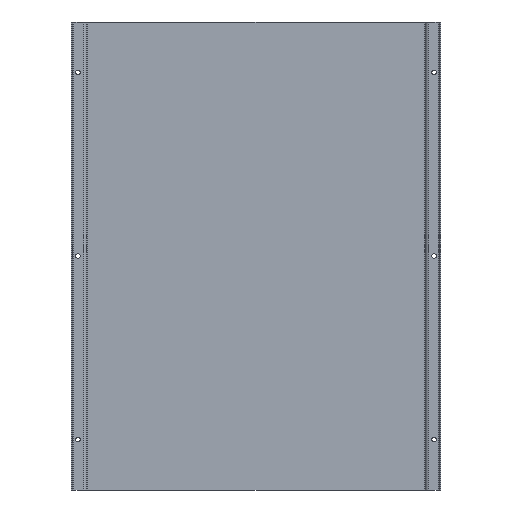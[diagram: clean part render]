
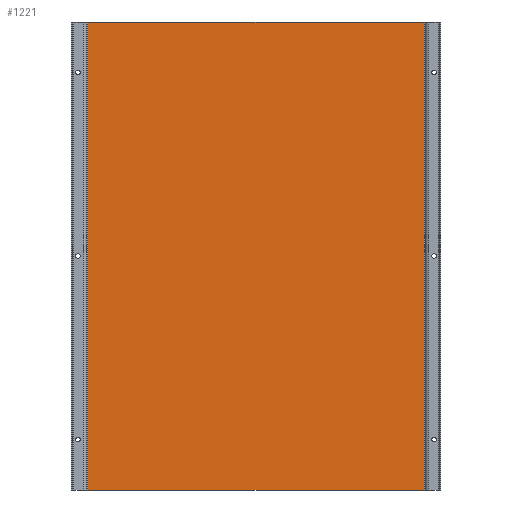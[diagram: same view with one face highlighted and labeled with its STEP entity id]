
A CAD part, front view. The second image highlights one B-rep face of the part: STEP entity #1221.
In plain terms, the highlighted planar face has unit normal (0, -1, 0).
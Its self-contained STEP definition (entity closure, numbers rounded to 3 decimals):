
#2 = CARTESIAN_POINT ( 'NONE',  ( 183.5, 45., 255. ) ) ;
#10 = FACE_OUTER_BOUND ( 'NONE', #1257, .T. ) ;
#120 = CARTESIAN_POINT ( 'NONE',  ( 183.5, 45., 255. ) ) ;
#208 = LINE ( 'NONE', #120, #221 ) ;
#210 = VECTOR ( 'NONE', #2087, 1000. ) ;
#211 = LINE ( 'NONE', #1314, #210 ) ;
#221 = VECTOR ( 'NONE', #450, 1000. ) ;
#242 = CARTESIAN_POINT ( 'NONE',  ( -183.5, 45., -255. ) ) ;
#263 = VECTOR ( 'NONE', #1988, 1000. ) ;
#266 = LINE ( 'NONE', #2149, #263 ) ;
#272 = VECTOR ( 'NONE', #2217, 1000. ) ;
#285 = LINE ( 'NONE', #2193, #272 ) ;
#450 = DIRECTION ( 'NONE',  ( 0., 0., -1. ) ) ;
#632 = CARTESIAN_POINT ( 'NONE',  ( -183.5, 45., 255. ) ) ;
#807 = EDGE_CURVE ( 'NONE', #1846, #2037, #285, .T. ) ;
#814 = EDGE_CURVE ( 'NONE', #2196, #1778, #266, .T. ) ;
#873 = EDGE_CURVE ( 'NONE', #2037, #1778, #211, .T. ) ;
#883 = EDGE_CURVE ( 'NONE', #1846, #2196, #208, .T. ) ;
#1221 = ADVANCED_FACE ( 'NONE', ( #10 ), #1896, .T. ) ;
#1257 = EDGE_LOOP ( 'NONE', ( #1494, #1733, #1621, #1647 ) ) ;
#1314 = CARTESIAN_POINT ( 'NONE',  ( -183.5, 45., 255. ) ) ;
#1369 = CARTESIAN_POINT ( 'NONE',  ( 183.5, 45., -255. ) ) ;
#1494 = ORIENTED_EDGE ( 'NONE', *, *, #814, .F. ) ;
#1590 = DIRECTION ( 'NONE',  ( 1., 0., 0. ) ) ;
#1621 = ORIENTED_EDGE ( 'NONE', *, *, #807, .T. ) ;
#1647 = ORIENTED_EDGE ( 'NONE', *, *, #873, .T. ) ;
#1723 = DIRECTION ( 'NONE',  ( 0., -1., 0. ) ) ;
#1733 = ORIENTED_EDGE ( 'NONE', *, *, #883, .F. ) ;
#1778 = VERTEX_POINT ( 'NONE', #242 ) ;
#1846 = VERTEX_POINT ( 'NONE', #2 ) ;
#1896 = PLANE ( 'NONE',  #2272 ) ;
#1906 = CARTESIAN_POINT ( 'NONE',  ( -186.5, 45., 255. ) ) ;
#1988 = DIRECTION ( 'NONE',  ( -1., 0., 0. ) ) ;
#2037 = VERTEX_POINT ( 'NONE', #632 ) ;
#2087 = DIRECTION ( 'NONE',  ( 0., 0., -1. ) ) ;
#2149 = CARTESIAN_POINT ( 'NONE',  ( -186.5, 45., -255. ) ) ;
#2193 = CARTESIAN_POINT ( 'NONE',  ( -186.5, 45., 255. ) ) ;
#2196 = VERTEX_POINT ( 'NONE', #1369 ) ;
#2217 = DIRECTION ( 'NONE',  ( -1., 0., 0. ) ) ;
#2272 = AXIS2_PLACEMENT_3D ( 'NONE', #1906, #1723, #1590 ) ;
